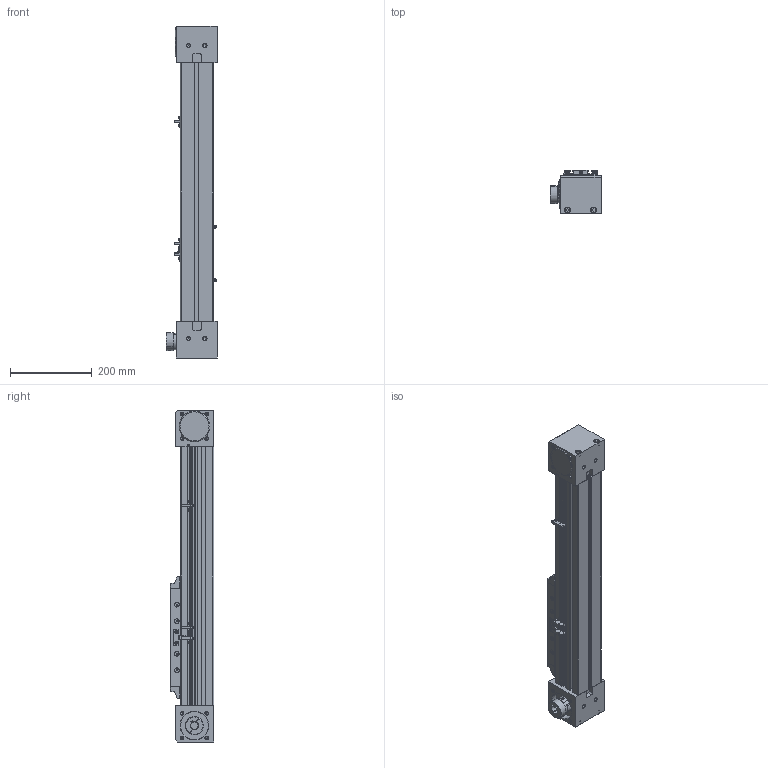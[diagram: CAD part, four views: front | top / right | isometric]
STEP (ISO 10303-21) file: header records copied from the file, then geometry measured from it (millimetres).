
FILE_DESCRIPTION (( 'STEP AP203' ), '1' );
FILE_NAME ('ITC80-D01-300.step', '2019-09-11T00:40:23', ( 'User' ), ( 'China' ), 'SwSTEP 2.0', 'SolidWorks 2016', '' );
FILE_SCHEMA (( 'CONFIG_CONTROL_DESIGN' ));
Length unit declared in the file: millimetre
Products named in the file (9): ITC80-D01-300; PART-8003-TC; PART-8008-TC; PART-8001-TC; PART-8007-TC; PART-8002-TC; PART-8005-TC; PART-8006-TC; PART-8004-TC
Assembly tree (14 placements, depth 2):
  ITC80-D01-300
    PART-8001-TC
    PART-8002-TC  x2
    PART-8003-TC
    PART-8008-TC
    PART-8007-TC  x3
    PART-8004-TC  x2
    PART-8006-TC  x3
    PART-8005-TC
Bounding box: 126.8 x 106 x 810 mm (x, y, z)
Volume: 5257249.5 mm3; surface area: 762223.7 mm2
Topology: 14 solids, 38 shells, 1713 faces, 4373 edges, 2742 vertices
Faces by surface type: plane 832, cylinder 441, cone 405, sphere 16, torus 12, bspline 7
Entity records: 35251 total; most frequent: CARTESIAN_POINT 6716, DIRECTION 5839, ORIENTED_EDGE 5606, EDGE_CURVE 2816, AXIS2_PLACEMENT_3D 2065, VERTEX_POINT 1810, VECTOR 1709, LINE 1709
